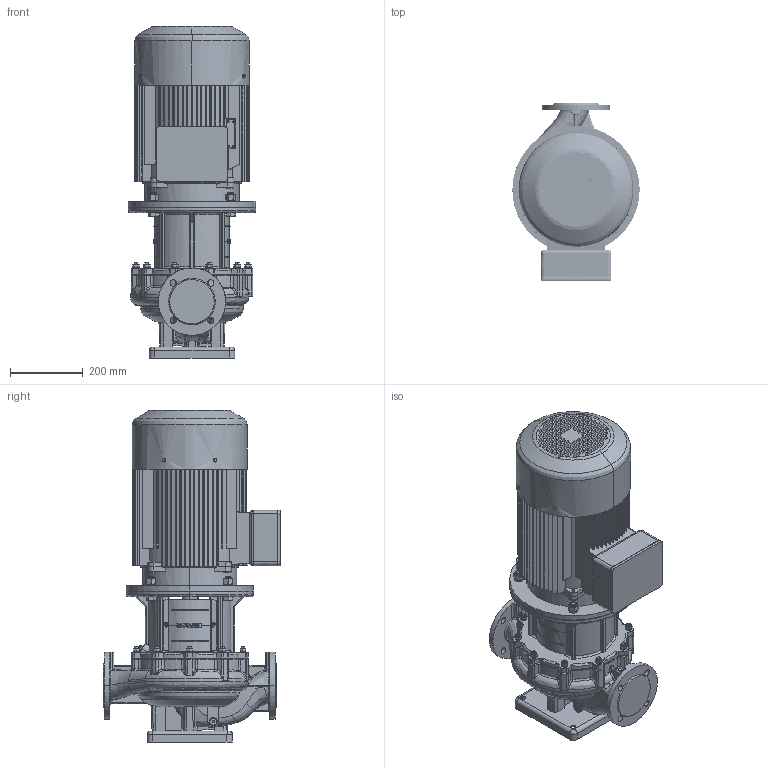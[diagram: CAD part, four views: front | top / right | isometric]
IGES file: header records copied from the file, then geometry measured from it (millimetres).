
Global section: file name: 015P2025 (RV 65-4802); native system: AutoCAD 2021 — Русский (Russian),62HAutod; preprocessor: esk Translation Framework DWG producer (atf_dwg_producer); organization: unknown; date: 20240821.220856; units: millimetre
Bounding box: 350 x 487.5 x 913 mm (x, y, z)
Volume: 50083654.4 mm3; surface area: 2935402.6 mm2
Topology: 62 solids, 63 shells, 4395 faces, 12947 edges, 9122 vertices
Faces by surface type: bspline 4263, revolution 132
